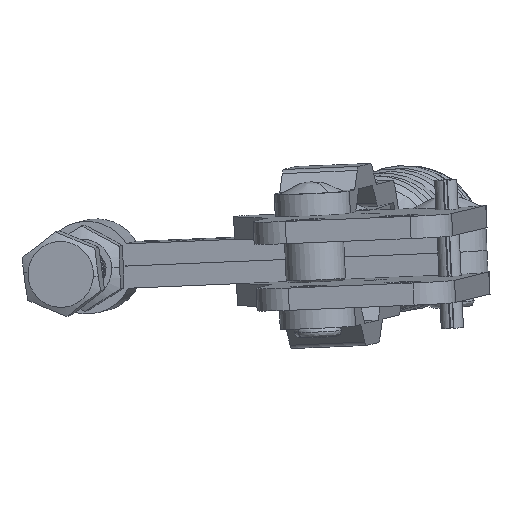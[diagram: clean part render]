
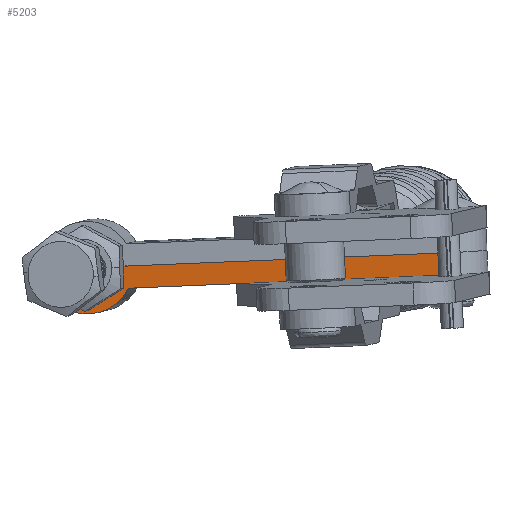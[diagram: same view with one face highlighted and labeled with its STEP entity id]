
A CAD part, front view. The second image highlights one B-rep face of the part: STEP entity #5203.
In plain terms, the highlighted face is planar.
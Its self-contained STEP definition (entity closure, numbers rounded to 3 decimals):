
#4694 = EDGE_CURVE ( 'NONE', #9997, #5751, #24383, .T. ) ;
#4698 = EDGE_CURVE ( 'NONE', #5751, #9987, #24390, .T. ) ;
#4703 = EDGE_CURVE ( 'NONE', #9987, #5752, #24400, .T. ) ;
#4706 = EDGE_CURVE ( 'NONE', #5752, #5746, #24403, .T. ) ;
#4716 = EDGE_CURVE ( 'NONE', #5744, #9997, #24418, .T. ) ;
#4717 = EDGE_CURVE ( 'NONE', #5744, #5741, #24420, .T. ) ;
#4718 = EDGE_CURVE ( 'NONE', #5746, #5741, #24409, .T. ) ;
#5203 = ADVANCED_FACE ( 'NONE', ( #21048 ), #20452, .F. ) ;
#5741 = VERTEX_POINT ( 'NONE', #25659 ) ;
#5744 = VERTEX_POINT ( 'NONE', #25662 ) ;
#5746 = VERTEX_POINT ( 'NONE', #25664 ) ;
#5751 = VERTEX_POINT ( 'NONE', #25669 ) ;
#5752 = VERTEX_POINT ( 'NONE', #25670 ) ;
#9987 = VERTEX_POINT ( 'NONE', #25712 ) ;
#9997 = VERTEX_POINT ( 'NONE', #25710 ) ;
#11631 = DIRECTION ( 'NONE',  ( 0., 1., 0. ) ) ;
#11639 = DIRECTION ( 'NONE',  ( -1., 0., 0. ) ) ;
#11641 = DIRECTION ( 'NONE',  ( 0., 0., 1. ) ) ;
#11644 = CARTESIAN_POINT ( 'NONE',  ( 981.864, 263.483, 0. ) ) ;
#11649 = CARTESIAN_POINT ( 'NONE',  ( 1031.52, 279.583, 0. ) ) ;
#11673 = DIRECTION ( 'NONE',  ( 1., 0., 0. ) ) ;
#11677 = CARTESIAN_POINT ( 'NONE',  ( 1035.614, 266.483, 0. ) ) ;
#11800 = DIRECTION ( 'NONE',  ( 1., 0., 0. ) ) ;
#11803 = CARTESIAN_POINT ( 'NONE',  ( 987.347, 263.483, 0. ) ) ;
#11806 = DIRECTION ( 'NONE',  ( -1., 0., 0. ) ) ;
#11808 = DIRECTION ( 'NONE',  ( 0., 0., 1. ) ) ;
#11811 = CARTESIAN_POINT ( 'NONE',  ( 987.347, 266.483, 0. ) ) ;
#11855 = DIRECTION ( 'NONE',  ( -1., 0., 0. ) ) ;
#11857 = DIRECTION ( 'NONE',  ( 0., 0., -1. ) ) ;
#11860 = CARTESIAN_POINT ( 'NONE',  ( 981.864, 263.483, 0. ) ) ;
#11898 = DIRECTION ( 'NONE',  ( 0.943, -0.332, 0. ) ) ;
#11918 = CARTESIAN_POINT ( 'NONE',  ( 975.698, 264.508, 0. ) ) ;
#13062 = ORIENTED_EDGE ( 'NONE', *, *, #4703, .F. ) ;
#13063 = ORIENTED_EDGE ( 'NONE', *, *, #4698, .F. ) ;
#13064 = ORIENTED_EDGE ( 'NONE', *, *, #4694, .F. ) ;
#13065 = ORIENTED_EDGE ( 'NONE', *, *, #4716, .F. ) ;
#13066 = ORIENTED_EDGE ( 'NONE', *, *, #4717, .T. ) ;
#13067 = ORIENTED_EDGE ( 'NONE', *, *, #4718, .F. ) ;
#13068 = ORIENTED_EDGE ( 'NONE', *, *, #4706, .F. ) ;
#16344 = AXIS2_PLACEMENT_3D ( 'NONE', #11860, #11857, #11855 ) ;
#16347 = AXIS2_PLACEMENT_3D ( 'NONE', #11811, #11808, #11806 ) ;
#16354 = AXIS2_PLACEMENT_3D ( 'NONE', #11644, #11641, #11639 ) ;
#18078 = EDGE_LOOP ( 'NONE', ( #13062, #13063, #13064, #13065, #13066, #13067, #13068 ) ) ;
#19159 = AXIS2_PLACEMENT_3D ( 'NONE', #20447, #20455, #20456 ) ;
#20447 = CARTESIAN_POINT ( 'NONE',  ( 987.347, 266.483, 0. ) ) ;
#20452 = PLANE ( 'NONE',  #19159 ) ;
#20455 = DIRECTION ( 'NONE',  ( 0., 0., 1. ) ) ;
#20456 = DIRECTION ( 'NONE',  ( 1., 0., 0. ) ) ;
#21048 = FACE_OUTER_BOUND ( 'NONE', #18078, .T. ) ;
#24383 = LINE ( 'NONE', #11918, #24387 ) ;
#24387 = VECTOR ( 'NONE', #11898, 1000. ) ;
#24390 = CIRCLE ( 'NONE', #16344, 3.25 ) ;
#24400 = CIRCLE ( 'NONE', #16347, 3. ) ;
#24403 = LINE ( 'NONE', #11803, #24405 ) ;
#24405 = VECTOR ( 'NONE', #11800, 1000. ) ;
#24409 = LINE ( 'NONE', #11649, #24424 ) ;
#24418 = CIRCLE ( 'NONE', #16354, 6.25 ) ;
#24420 = LINE ( 'NONE', #11677, #24422 ) ;
#24422 = VECTOR ( 'NONE', #11673, 1000. ) ;
#24424 = VECTOR ( 'NONE', #11631, 1000. ) ;
#25659 = CARTESIAN_POINT ( 'NONE',  ( 1031.52, 266.483, 0. ) ) ;
#25662 = CARTESIAN_POINT ( 'NONE',  ( 987.347, 266.483, 0. ) ) ;
#25664 = CARTESIAN_POINT ( 'NONE',  ( 1031.52, 263.483, 0. ) ) ;
#25669 = CARTESIAN_POINT ( 'NONE',  ( 978.614, 263.483, 0. ) ) ;
#25670 = CARTESIAN_POINT ( 'NONE',  ( 987.347, 263.483, 0. ) ) ;
#25710 = CARTESIAN_POINT ( 'NONE',  ( 975.698, 264.508, 0. ) ) ;
#25712 = CARTESIAN_POINT ( 'NONE',  ( 984.715, 265.043, 0. ) ) ;
